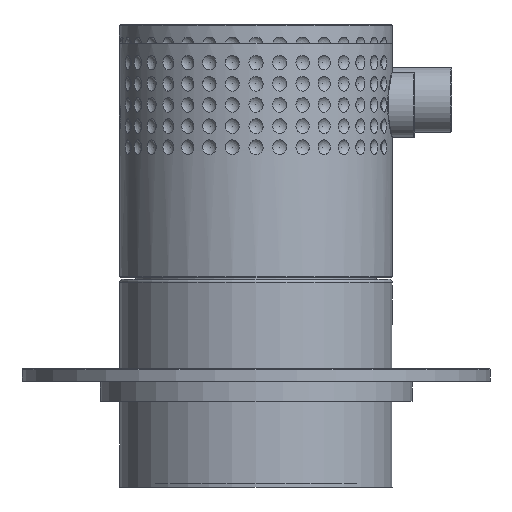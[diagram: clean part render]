
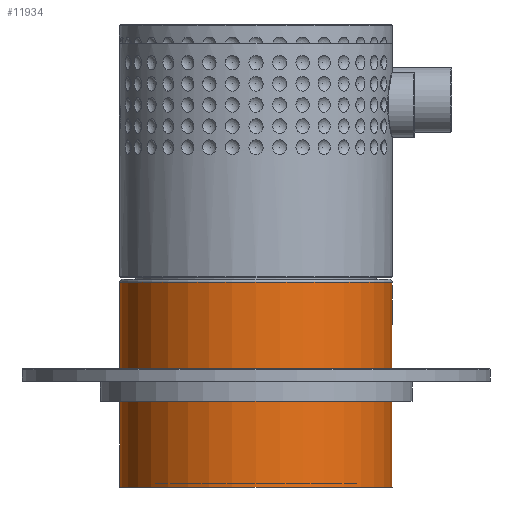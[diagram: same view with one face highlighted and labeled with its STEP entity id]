
A CAD part, left-side view. The second image highlights one B-rep face of the part: STEP entity #11934.
In plain terms, the highlighted cylindrical face has radius 21 mm (diameter 42 mm), a full revolution.
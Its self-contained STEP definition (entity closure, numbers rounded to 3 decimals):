
#1496=LINE('',#17011,#1885);
#1497=LINE('',#17016,#1886);
#1885=VECTOR('',#14144,1000.);
#1886=VECTOR('',#14147,1000.);
#2274=ORIENTED_EDGE('',*,*,#4870,.T.);
#2275=ORIENTED_EDGE('',*,*,#4871,.T.);
#2276=ORIENTED_EDGE('',*,*,#4872,.T.);
#2277=ORIENTED_EDGE('',*,*,#4873,.T.);
#2278=ORIENTED_EDGE('',*,*,#4874,.T.);
#2279=ORIENTED_EDGE('',*,*,#4875,.F.);
#4870=EDGE_CURVE('',#6168,#6168,#7203,.T.);
#4871=EDGE_CURVE('',#6169,#6169,#7204,.T.);
#4872=EDGE_CURVE('',#6170,#6171,#1496,.T.);
#4873=EDGE_CURVE('',#6171,#6172,#7205,.F.);
#4874=EDGE_CURVE('',#6172,#6173,#1497,.F.);
#4875=EDGE_CURVE('',#6170,#6173,#7206,.F.);
#6168=VERTEX_POINT('',#17008);
#6169=VERTEX_POINT('',#17010);
#6170=VERTEX_POINT('',#17012);
#6171=VERTEX_POINT('',#17013);
#6172=VERTEX_POINT('',#17015);
#6173=VERTEX_POINT('',#17017);
#7203=CIRCLE('',#12898,21.);
#7204=CIRCLE('',#12899,21.);
#7205=CIRCLE('',#12900,21.);
#7206=CIRCLE('',#12901,21.);
#7577=EDGE_LOOP('',(#2274));
#7578=EDGE_LOOP('',(#2275));
#7579=EDGE_LOOP('',(#2276,#2277,#2278,#2279));
#9055=FACE_BOUND('',#7577,.T.);
#9056=FACE_BOUND('',#7578,.T.);
#9057=FACE_BOUND('',#7579,.T.);
#10540=CYLINDRICAL_SURFACE('',#12897,21.);
#11934=ADVANCED_FACE('',(#9055,#9056,#9057),#10540,.T.);
#12897=AXIS2_PLACEMENT_3D('',#17006,#14138,#14139);
#12898=AXIS2_PLACEMENT_3D('',#17007,#14140,#14141);
#12899=AXIS2_PLACEMENT_3D('',#17009,#14142,#14143);
#12900=AXIS2_PLACEMENT_3D('',#17014,#14145,#14146);
#12901=AXIS2_PLACEMENT_3D('',#17018,#14148,#14149);
#14138=DIRECTION('',(0.,-1.,0.));
#14139=DIRECTION('',(0.,0.,-1.));
#14140=DIRECTION('',(0.,1.,0.));
#14141=DIRECTION('',(0.,0.,1.));
#14142=DIRECTION('',(0.,-1.,0.));
#14143=DIRECTION('',(0.,0.,1.));
#14144=DIRECTION('',(0.,-1.,0.));
#14145=DIRECTION('',(0.,1.,0.));
#14146=DIRECTION('',(0.,0.,1.));
#14147=DIRECTION('',(0.,-1.,0.));
#14148=DIRECTION('',(0.,1.,0.));
#14149=DIRECTION('',(0.,0.,1.));
#17006=CARTESIAN_POINT('',(0.,32.,0.));
#17007=CARTESIAN_POINT('',(0.,0.,0.));
#17008=CARTESIAN_POINT('',(0.,0.,21.));
#17009=CARTESIAN_POINT('',(0.,31.5,0.));
#17010=CARTESIAN_POINT('',(0.,31.5,21.));
#17011=CARTESIAN_POINT('',(20.994,32.,-0.5));
#17012=CARTESIAN_POINT('',(20.994,31.,-0.5));
#17013=CARTESIAN_POINT('',(20.994,25.,-0.5));
#17014=CARTESIAN_POINT('',(0.,25.,0.));
#17015=CARTESIAN_POINT('',(20.994,25.,0.5));
#17016=CARTESIAN_POINT('',(20.994,32.,0.5));
#17017=CARTESIAN_POINT('',(20.994,31.,0.5));
#17018=CARTESIAN_POINT('',(0.,31.,0.));
